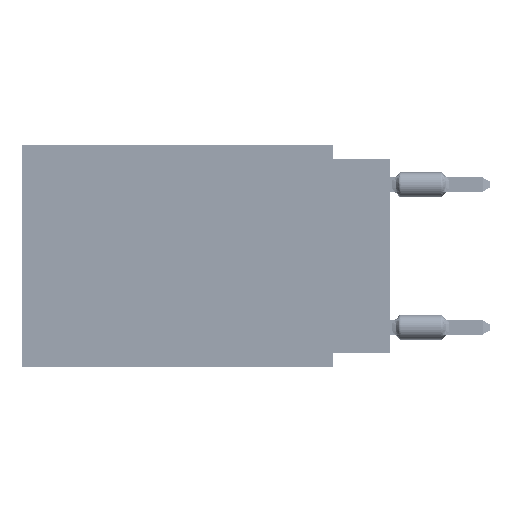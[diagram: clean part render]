
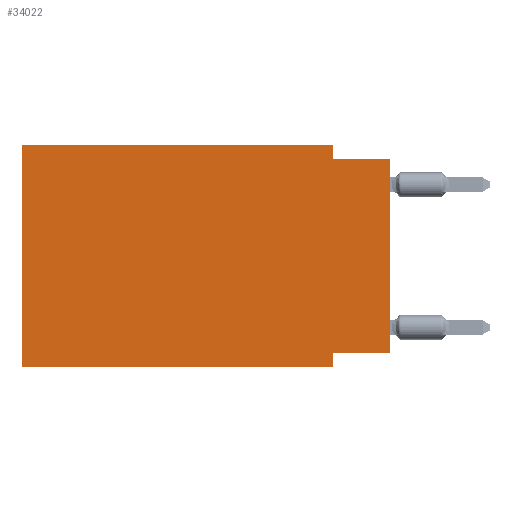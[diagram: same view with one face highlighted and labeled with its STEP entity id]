
A CAD part, left-side view. The second image highlights one B-rep face of the part: STEP entity #34022.
In plain terms, the highlighted planar face has unit normal (-1, 0, 0).
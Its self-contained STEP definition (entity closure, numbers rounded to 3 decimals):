
#507 = EDGE_CURVE ( 'NONE', #56670, #19263, #43061, .T. ) ;
#1073 = EDGE_CURVE ( 'NONE', #58664, #53106, #57789, .T. ) ;
#1381 = DIRECTION ( 'NONE',  ( 0., 0., -1. ) ) ;
#3174 = CARTESIAN_POINT ( 'NONE',  ( 0., 0., -0.635 ) ) ;
#3640 = VERTEX_POINT ( 'NONE', #3174 ) ;
#4105 = CARTESIAN_POINT ( 'NONE',  ( 0., 16.383, 0. ) ) ;
#4338 = VECTOR ( 'NONE', #46838, 1000. ) ;
#6833 = VECTOR ( 'NONE', #20618, 1000. ) ;
#7586 = EDGE_CURVE ( 'NONE', #34618, #3640, #13623, .T. ) ;
#8465 = CARTESIAN_POINT ( 'NONE',  ( 0., 0., -0.635 ) ) ;
#9788 = VECTOR ( 'NONE', #48547, 1000. ) ;
#10962 = CARTESIAN_POINT ( 'NONE',  ( 0., 16.383, 0. ) ) ;
#11160 = DIRECTION ( 'NONE',  ( 0., 0., -1. ) ) ;
#11446 = FACE_OUTER_BOUND ( 'NONE', #29935, .T. ) ;
#12100 = VECTOR ( 'NONE', #38077, 1000. ) ;
#13623 = LINE ( 'NONE', #8465, #12100 ) ;
#14085 = CARTESIAN_POINT ( 'NONE',  ( 0., 0., -9.271 ) ) ;
#15313 = DIRECTION ( 'NONE',  ( 0., 0., -1. ) ) ;
#15794 = LINE ( 'NONE', #10962, #6833 ) ;
#19263 = VERTEX_POINT ( 'NONE', #27480 ) ;
#20618 = DIRECTION ( 'NONE',  ( 0., 0., 1. ) ) ;
#21538 = EDGE_CURVE ( 'NONE', #56670, #3640, #35280, .T. ) ;
#22954 = CARTESIAN_POINT ( 'NONE',  ( 0., 0., -9.271 ) ) ;
#23482 = ORIENTED_EDGE ( 'NONE', *, *, #1073, .T. ) ;
#25054 = VECTOR ( 'NONE', #1381, 1000. ) ;
#25665 = VERTEX_POINT ( 'NONE', #4105 ) ;
#25831 = VECTOR ( 'NONE', #48826, 1000. ) ;
#25932 = CARTESIAN_POINT ( 'NONE',  ( 0., 0., 0. ) ) ;
#26744 = VECTOR ( 'NONE', #11160, 1000. ) ;
#27197 = CARTESIAN_POINT ( 'NONE',  ( 0., 16.383, -9.906 ) ) ;
#27480 = CARTESIAN_POINT ( 'NONE',  ( 0., 2.54, -9.271 ) ) ;
#28375 = EDGE_CURVE ( 'NONE', #58664, #25665, #15794, .T. ) ;
#28921 = LINE ( 'NONE', #62734, #9788 ) ;
#29150 = ORIENTED_EDGE ( 'NONE', *, *, #21538, .T. ) ;
#29935 = EDGE_LOOP ( 'NONE', ( #29150, #49255, #56049, #56640, #52609, #23482, #61280, #51750 ) ) ;
#29943 = AXIS2_PLACEMENT_3D ( 'NONE', #55231, #45565, #15313 ) ;
#30657 = LINE ( 'NONE', #45469, #25054 ) ;
#30742 = VERTEX_POINT ( 'NONE', #57145 ) ;
#30750 = PLANE ( 'NONE',  #29943 ) ;
#30759 = DIRECTION ( 'NONE',  ( 0., 0., 1. ) ) ;
#34022 = ADVANCED_FACE ( 'NONE', ( #11446 ), #30750, .F. ) ;
#34618 = VERTEX_POINT ( 'NONE', #61798 ) ;
#35280 = LINE ( 'NONE', #25932, #50242 ) ;
#36825 = EDGE_CURVE ( 'NONE', #19263, #53106, #30657, .T. ) ;
#38077 = DIRECTION ( 'NONE',  ( 0., -1., 0. ) ) ;
#38672 = EDGE_CURVE ( 'NONE', #25665, #30742, #28921, .T. ) ;
#43061 = LINE ( 'NONE', #14085, #25831 ) ;
#44170 = CARTESIAN_POINT ( 'NONE',  ( 0., 2.54, -9.906 ) ) ;
#45469 = CARTESIAN_POINT ( 'NONE',  ( 0., 2.54, -9.906 ) ) ;
#45565 = DIRECTION ( 'NONE',  ( 1., 0., 0. ) ) ;
#46838 = DIRECTION ( 'NONE',  ( 0., -1., 0. ) ) ;
#48547 = DIRECTION ( 'NONE',  ( 0., -1., 0. ) ) ;
#48826 = DIRECTION ( 'NONE',  ( 0., 1., 0. ) ) ;
#49255 = ORIENTED_EDGE ( 'NONE', *, *, #7586, .F. ) ;
#49569 = CARTESIAN_POINT ( 'NONE',  ( 0., 16.383, -9.906 ) ) ;
#50242 = VECTOR ( 'NONE', #30759, 1000. ) ;
#51750 = ORIENTED_EDGE ( 'NONE', *, *, #507, .F. ) ;
#52609 = ORIENTED_EDGE ( 'NONE', *, *, #28375, .F. ) ;
#53106 = VERTEX_POINT ( 'NONE', #44170 ) ;
#55231 = CARTESIAN_POINT ( 'NONE',  ( 0., 16.383, 0. ) ) ;
#55580 = LINE ( 'NONE', #55899, #26744 ) ;
#55899 = CARTESIAN_POINT ( 'NONE',  ( 0., 2.54, 0. ) ) ;
#56049 = ORIENTED_EDGE ( 'NONE', *, *, #56157, .F. ) ;
#56157 = EDGE_CURVE ( 'NONE', #30742, #34618, #55580, .T. ) ;
#56640 = ORIENTED_EDGE ( 'NONE', *, *, #38672, .F. ) ;
#56670 = VERTEX_POINT ( 'NONE', #22954 ) ;
#57145 = CARTESIAN_POINT ( 'NONE',  ( 0., 2.54, 0. ) ) ;
#57789 = LINE ( 'NONE', #27197, #4338 ) ;
#58664 = VERTEX_POINT ( 'NONE', #49569 ) ;
#61280 = ORIENTED_EDGE ( 'NONE', *, *, #36825, .F. ) ;
#61798 = CARTESIAN_POINT ( 'NONE',  ( 0., 2.54, -0.635 ) ) ;
#62734 = CARTESIAN_POINT ( 'NONE',  ( 0., 16.383, 0. ) ) ;
